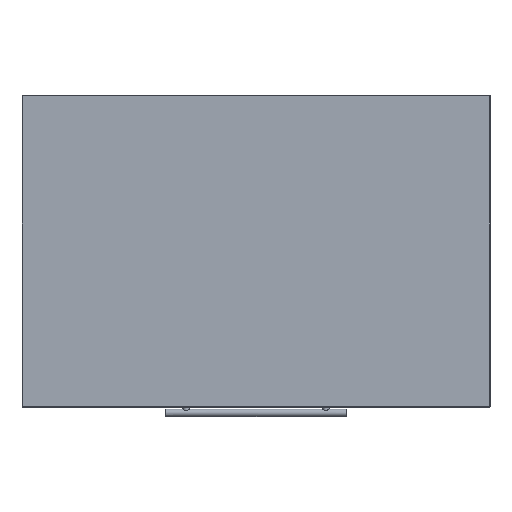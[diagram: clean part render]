
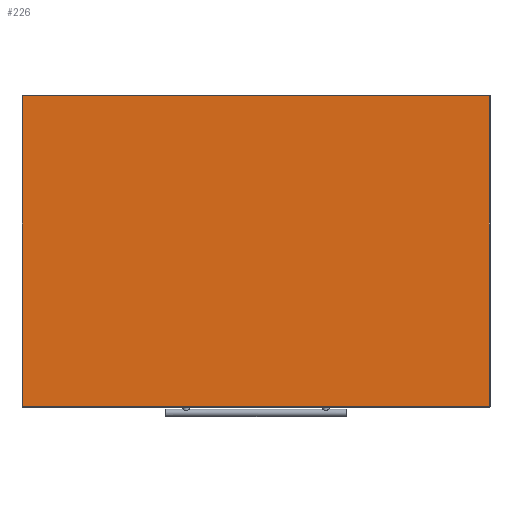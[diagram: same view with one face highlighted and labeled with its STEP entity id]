
A CAD part, top view. The second image highlights one B-rep face of the part: STEP entity #226.
In plain terms, the highlighted face is planar.
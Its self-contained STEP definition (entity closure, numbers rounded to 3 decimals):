
#226=ADVANCED_FACE('',(#331),#1587,.T.);
#331=FACE_OUTER_BOUND('',#450,.T.);
#450=EDGE_LOOP('',(#841,#842,#843,#844));
#841=ORIENTED_EDGE('',*,*,#1123,.F.);
#842=ORIENTED_EDGE('',*,*,#1124,.F.);
#843=ORIENTED_EDGE('',*,*,#1125,.F.);
#844=ORIENTED_EDGE('',*,*,#1122,.F.);
#1122=EDGE_CURVE('',#1515,#1516,#1321,.T.);
#1123=EDGE_CURVE('',#1517,#1515,#1322,.T.);
#1124=EDGE_CURVE('',#1518,#1517,#1323,.T.);
#1125=EDGE_CURVE('',#1516,#1518,#1324,.T.);
#1321=B_SPLINE_CURVE_WITH_KNOTS('',1,(#3283,#3284),.UNSPECIFIED.,.F.,.F.,
(2,2),(-498.,0.),.UNSPECIFIED.);
#1322=B_SPLINE_CURVE_WITH_KNOTS('',1,(#3285,#3286),.UNSPECIFIED.,.F.,.F.,
(2,2),(-748.,0.),.UNSPECIFIED.);
#1323=B_SPLINE_CURVE_WITH_KNOTS('',1,(#3287,#3288),.UNSPECIFIED.,.F.,.F.,
(2,2),(-498.,0.),.UNSPECIFIED.);
#1324=B_SPLINE_CURVE_WITH_KNOTS('',1,(#3289,#3290),.UNSPECIFIED.,.F.,.F.,
(2,2),(-748.,0.),.UNSPECIFIED.);
#1515=VERTEX_POINT('',#3229);
#1516=VERTEX_POINT('',#3230);
#1517=VERTEX_POINT('',#3231);
#1518=VERTEX_POINT('',#3232);
#1587=PLANE('',#1903);
#1903=AXIS2_PLACEMENT_3D('',#2920,#2036,$);
#2036=DIRECTION('',(0.,1.,0.));
#2920=CARTESIAN_POINT('',(-448.8,90.,298.8));
#3229=CARTESIAN_POINT('',(374.,90.,-249.));
#3230=CARTESIAN_POINT('',(374.,90.,249.));
#3231=CARTESIAN_POINT('',(-374.,90.,-249.));
#3232=CARTESIAN_POINT('',(-374.,90.,249.));
#3283=CARTESIAN_POINT('',(374.,90.,-249.));
#3284=CARTESIAN_POINT('',(374.,90.,249.));
#3285=CARTESIAN_POINT('',(-374.,90.,-249.));
#3286=CARTESIAN_POINT('',(374.,90.,-249.));
#3287=CARTESIAN_POINT('',(-374.,90.,249.));
#3288=CARTESIAN_POINT('',(-374.,90.,-249.));
#3289=CARTESIAN_POINT('',(374.,90.,249.));
#3290=CARTESIAN_POINT('',(-374.,90.,249.));
